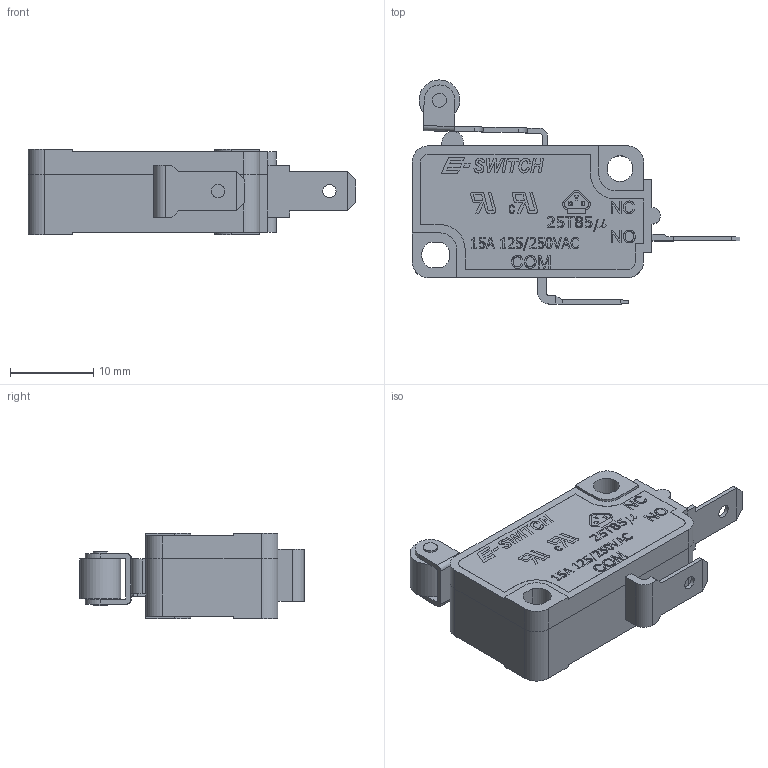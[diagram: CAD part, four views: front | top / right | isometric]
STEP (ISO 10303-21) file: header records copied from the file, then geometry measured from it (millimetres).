
FILE_DESCRIPTION(/* description */ (''),/* implementation_level */ '2;1');
FILE_NAME(/* name */ 'LS0851505FxxxC1C.stp',/* time_stamp */ '2025-05-23T08:51:50-05:00',/* author */ ('mroman'),/* organization */ (''),/* preprocessor_version */ 'ST-DEVELOPER v18.1',/* originating_system */ 'Autodesk Inventor 2022',/* authorisation */ '');
FILE_SCHEMA (('AUTOMOTIVE_DESIGN { 1 0 10303 214 3 1 1 }'));
Length unit declared in the file: centimetre
Products named in the file (1): LS0851505FxxxC1C
Bounding box: 39.5 x 27 x 10.3 mm (x, y, z)
Volume: 4449.1 mm3; surface area: 2729.9 mm2
Topology: 1 solids, 1 shells, 806 faces, 2202 edges, 1456 vertices
Faces by surface type: plane 527, bspline 207, cylinder 72
Full cylindrical faces by diameter (mm): 1.4 x1, 1.6 x2, 1.7 x2, 3.1 x2, 4.92 x1
Entity records: 27769 total; most frequent: CARTESIAN_POINT 8590, ORIENTED_EDGE 4406, DIRECTION 3125, EDGE_CURVE 2203, LINE 1653, VECTOR 1653, VERTEX_POINT 1456, EDGE_LOOP 873
